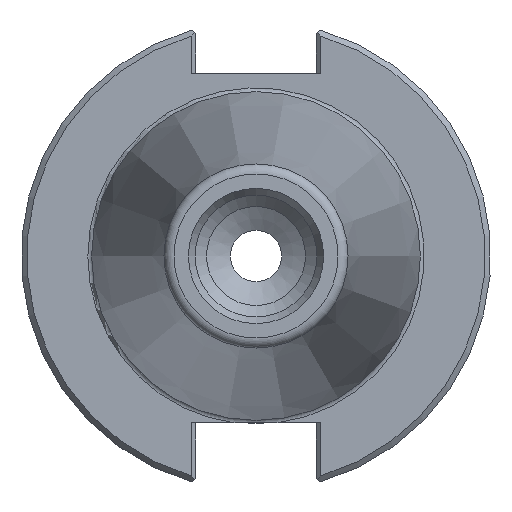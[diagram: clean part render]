
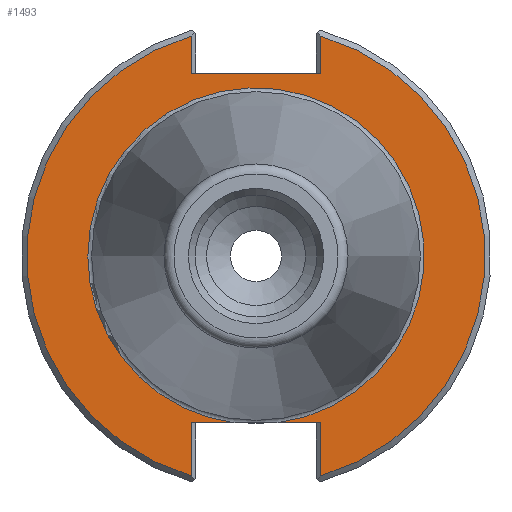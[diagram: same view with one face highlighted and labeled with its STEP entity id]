
A CAD part, left-side view. The second image highlights one B-rep face of the part: STEP entity #1493.
In plain terms, the highlighted planar face has unit normal (-1, 0, 0).
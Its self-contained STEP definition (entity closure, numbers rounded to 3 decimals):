
#43=LINE('',#2575,#130);
#63=LINE('',#2658,#150);
#64=LINE('',#2660,#151);
#65=LINE('',#2663,#152);
#66=LINE('',#2665,#153);
#67=LINE('',#2669,#154);
#68=LINE('',#2670,#155);
#130=VECTOR('',#1930,10.);
#150=VECTOR('',#1988,10.);
#151=VECTOR('',#1989,10.);
#152=VECTOR('',#1992,10.);
#153=VECTOR('',#1993,10.);
#154=VECTOR('',#1996,10.);
#155=VECTOR('',#1997,10.);
#222=PLANE('',#1693);
#435=FACE_OUTER_BOUND('',#565,.T.);
#565=EDGE_LOOP('',(#1171,#1172,#1173,#1174,#1175,#1176,#1177,#1178,#1179,
#1180));
#676=CIRCLE('',#1691,22.733);
#678=CIRCLE('',#1694,30.988);
#679=CIRCLE('',#1695,30.988);
#767=VERTEX_POINT('',#2572);
#768=VERTEX_POINT('',#2574);
#792=VERTEX_POINT('',#2640);
#793=VERTEX_POINT('',#2641);
#795=VERTEX_POINT('',#2657);
#796=VERTEX_POINT('',#2659);
#797=VERTEX_POINT('',#2661);
#798=VERTEX_POINT('',#2664);
#799=VERTEX_POINT('',#2666);
#800=VERTEX_POINT('',#2668);
#909=EDGE_CURVE('',#767,#768,#43,.T.);
#941=EDGE_CURVE('',#792,#793,#676,.T.);
#943=EDGE_CURVE('',#795,#792,#63,.T.);
#944=EDGE_CURVE('',#796,#795,#64,.T.);
#945=EDGE_CURVE('',#797,#796,#678,.T.);
#946=EDGE_CURVE('',#768,#797,#65,.T.);
#947=EDGE_CURVE('',#798,#767,#66,.T.);
#948=EDGE_CURVE('',#799,#798,#679,.T.);
#949=EDGE_CURVE('',#800,#799,#67,.T.);
#950=EDGE_CURVE('',#793,#800,#68,.T.);
#1171=ORIENTED_EDGE('',*,*,#941,.F.);
#1172=ORIENTED_EDGE('',*,*,#943,.F.);
#1173=ORIENTED_EDGE('',*,*,#944,.F.);
#1174=ORIENTED_EDGE('',*,*,#945,.F.);
#1175=ORIENTED_EDGE('',*,*,#946,.F.);
#1176=ORIENTED_EDGE('',*,*,#909,.F.);
#1177=ORIENTED_EDGE('',*,*,#947,.F.);
#1178=ORIENTED_EDGE('',*,*,#948,.F.);
#1179=ORIENTED_EDGE('',*,*,#949,.F.);
#1180=ORIENTED_EDGE('',*,*,#950,.F.);
#1493=ADVANCED_FACE('',(#435),#222,.T.);
#1691=AXIS2_PLACEMENT_3D('',#2653,#1982,#1983);
#1693=AXIS2_PLACEMENT_3D('',#2656,#1986,#1987);
#1694=AXIS2_PLACEMENT_3D('',#2662,#1990,#1991);
#1695=AXIS2_PLACEMENT_3D('',#2667,#1994,#1995);
#1930=DIRECTION('',(0.,-1.,0.));
#1982=DIRECTION('center_axis',(-1.,0.,0.));
#1983=DIRECTION('ref_axis',(0.,-1.,0.));
#1986=DIRECTION('center_axis',(-1.,0.,0.));
#1987=DIRECTION('ref_axis',(0.,0.,1.));
#1988=DIRECTION('',(0.,1.,0.));
#1989=DIRECTION('',(0.,0.,1.));
#1990=DIRECTION('center_axis',(1.,0.,0.));
#1991=DIRECTION('ref_axis',(0.,-1.,0.));
#1992=DIRECTION('',(0.,0.,1.));
#1993=DIRECTION('',(0.,0.,-1.));
#1994=DIRECTION('center_axis',(1.,0.,0.));
#1995=DIRECTION('ref_axis',(0.,1.,0.));
#1996=DIRECTION('',(0.,0.,-1.));
#1997=DIRECTION('',(0.,1.,0.));
#2572=CARTESIAN_POINT('',(3.175,8.763,24.689));
#2574=CARTESIAN_POINT('',(3.175,-8.763,24.689));
#2575=CARTESIAN_POINT('',(3.175,13.494,24.689));
#2640=CARTESIAN_POINT('',(3.175,-2.838,-22.555));
#2641=CARTESIAN_POINT('',(3.175,2.838,-22.555));
#2653=CARTESIAN_POINT('Origin',(3.175,0.,0.));
#2656=CARTESIAN_POINT('Origin',(3.175,26.988,0.));
#2657=CARTESIAN_POINT('',(3.175,-8.763,-22.555));
#2658=CARTESIAN_POINT('',(3.175,13.494,-22.555));
#2659=CARTESIAN_POINT('',(3.175,-8.763,-29.723));
#2660=CARTESIAN_POINT('',(3.175,-8.763,-11.278));
#2661=CARTESIAN_POINT('',(3.175,-8.763,29.723));
#2662=CARTESIAN_POINT('Origin',(3.175,0.,0.));
#2663=CARTESIAN_POINT('',(3.175,-8.763,12.344));
#2664=CARTESIAN_POINT('',(3.175,8.763,29.723));
#2665=CARTESIAN_POINT('',(3.175,8.763,12.344));
#2666=CARTESIAN_POINT('',(3.175,8.763,-29.723));
#2667=CARTESIAN_POINT('Origin',(3.175,0.,0.));
#2668=CARTESIAN_POINT('',(3.175,8.763,-22.555));
#2669=CARTESIAN_POINT('',(3.175,8.763,-11.278));
#2670=CARTESIAN_POINT('',(3.175,13.494,-22.555));
